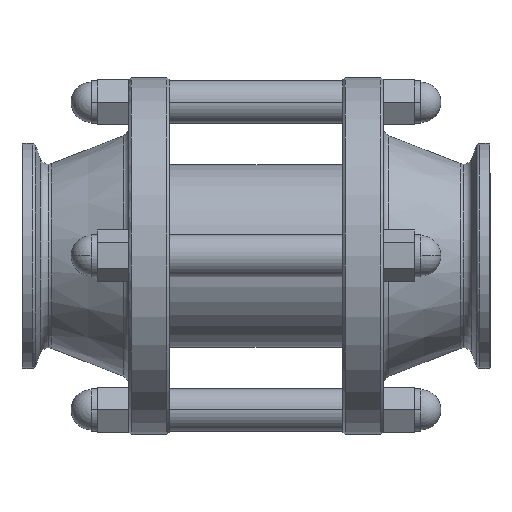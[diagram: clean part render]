
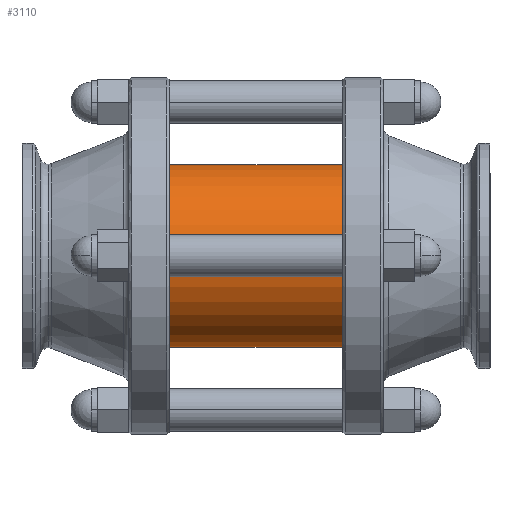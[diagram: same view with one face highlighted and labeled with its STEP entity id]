
A CAD part, top view. The second image highlights one B-rep face of the part: STEP entity #3110.
In plain terms, the highlighted cylindrical face has radius 20.5 mm (diameter 41 mm), a partial arc.
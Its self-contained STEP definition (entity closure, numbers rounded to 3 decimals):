
#31 = AXIS2_PLACEMENT_3D ( 'NONE', #4338, #486, #5343 ) ;
#350 = ORIENTED_EDGE ( 'NONE', *, *, #3458, .F. ) ;
#351 = EDGE_CURVE ( 'NONE', #6174, #3565, #3402, .T. ) ;
#486 = DIRECTION ( 'NONE',  ( -1., 0., 0. ) ) ;
#592 = DIRECTION ( 'NONE',  ( 0., -1., 0. ) ) ;
#1127 = DIRECTION ( 'NONE',  ( -1., 0., 0. ) ) ;
#1381 = CARTESIAN_POINT ( 'NONE',  ( -32., 20.5, 0. ) ) ;
#1556 = DIRECTION ( 'NONE',  ( -1., 0., 0. ) ) ;
#1757 = EDGE_CURVE ( 'NONE', #6174, #4457, #2051, .T. ) ;
#2051 = CIRCLE ( 'NONE', #5659, 20.5 ) ;
#2602 = ORIENTED_EDGE ( 'NONE', *, *, #351, .F. ) ;
#2620 = VERTEX_POINT ( 'NONE', #4291 ) ;
#3110 = ADVANCED_FACE ( 'NONE', ( #3445 ), #4940, .T. ) ;
#3371 = EDGE_CURVE ( 'NONE', #4457, #2620, #4644, .T. ) ;
#3402 = LINE ( 'NONE', #4433, #4695 ) ;
#3415 = VECTOR ( 'NONE', #6284, 1000. ) ;
#3445 = FACE_OUTER_BOUND ( 'NONE', #5632, .T. ) ;
#3458 = EDGE_CURVE ( 'NONE', #3565, #2620, #5582, .T. ) ;
#3500 = CARTESIAN_POINT ( 'NONE',  ( -31.5, -20.5, 0. ) ) ;
#3523 = ORIENTED_EDGE ( 'NONE', *, *, #3371, .T. ) ;
#3565 = VERTEX_POINT ( 'NONE', #3500 ) ;
#3702 = CARTESIAN_POINT ( 'NONE',  ( 31.5, 20.5, 0. ) ) ;
#3986 = CARTESIAN_POINT ( 'NONE',  ( -32., 0., 0. ) ) ;
#4082 = DIRECTION ( 'NONE',  ( 0., -1., 0. ) ) ;
#4108 = CARTESIAN_POINT ( 'NONE',  ( 31.5, -20.5, 0. ) ) ;
#4291 = CARTESIAN_POINT ( 'NONE',  ( -31.5, 20.5, 0. ) ) ;
#4338 = CARTESIAN_POINT ( 'NONE',  ( -31.5, 0., 0. ) ) ;
#4433 = CARTESIAN_POINT ( 'NONE',  ( -32., -20.5, 0. ) ) ;
#4457 = VERTEX_POINT ( 'NONE', #3702 ) ;
#4644 = LINE ( 'NONE', #1381, #3415 ) ;
#4654 = ORIENTED_EDGE ( 'NONE', *, *, #1757, .T. ) ;
#4695 = VECTOR ( 'NONE', #4930, 1000. ) ;
#4930 = DIRECTION ( 'NONE',  ( -1., 0., 0. ) ) ;
#4940 = CYLINDRICAL_SURFACE ( 'NONE', #5567, 20.5 ) ;
#5343 = DIRECTION ( 'NONE',  ( 0., -1., 0. ) ) ;
#5567 = AXIS2_PLACEMENT_3D ( 'NONE', #3986, #1127, #4082 ) ;
#5582 = CIRCLE ( 'NONE', #31, 20.5 ) ;
#5632 = EDGE_LOOP ( 'NONE', ( #4654, #3523, #350, #2602 ) ) ;
#5659 = AXIS2_PLACEMENT_3D ( 'NONE', #5976, #1556, #592 ) ;
#5976 = CARTESIAN_POINT ( 'NONE',  ( 31.5, 0., 0. ) ) ;
#6174 = VERTEX_POINT ( 'NONE', #4108 ) ;
#6284 = DIRECTION ( 'NONE',  ( -1., 0., 0. ) ) ;
